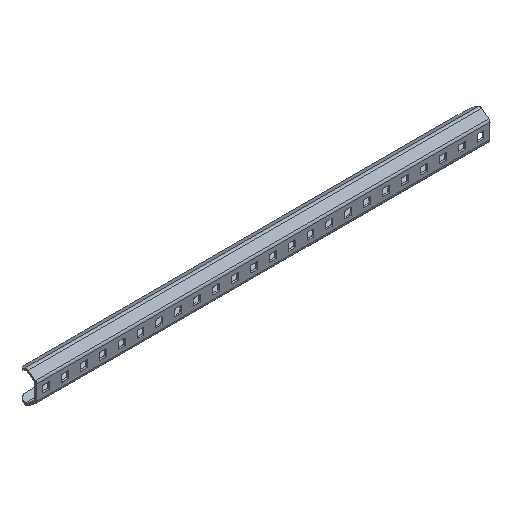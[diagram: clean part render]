
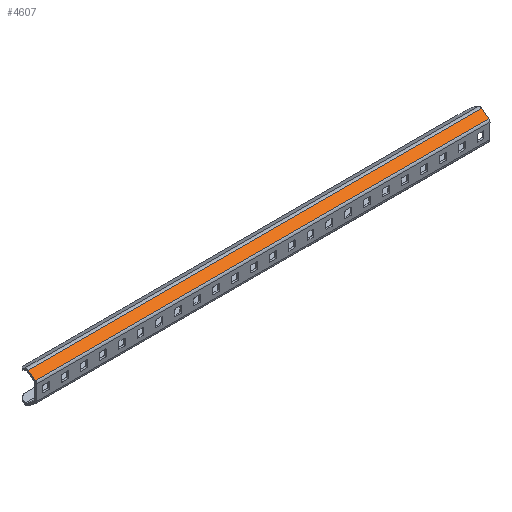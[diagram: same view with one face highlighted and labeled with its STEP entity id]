
A CAD part, isometric view. The second image highlights one B-rep face of the part: STEP entity #4607.
In plain terms, the highlighted planar face has unit normal (0, -0.602, 0.799).
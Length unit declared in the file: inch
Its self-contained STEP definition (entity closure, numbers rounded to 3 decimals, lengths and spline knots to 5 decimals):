
#625=FACE_OUTER_BOUND('',#907,.T.);
#907=EDGE_LOOP('',(#4200,#4201,#4202,#4203));
#1349=LINE('',#7765,#1805);
#1354=LINE('',#7775,#1810);
#1355=LINE('',#7778,#1811);
#1356=LINE('',#7779,#1812);
#1805=VECTOR('',#6383,12.);
#1810=VECTOR('',#6392,0.24066);
#1811=VECTOR('',#6395,12.);
#1812=VECTOR('',#6396,0.24066);
#2245=VERTEX_POINT('',#7752);
#2246=VERTEX_POINT('',#7757);
#2250=VERTEX_POINT('',#7773);
#2251=VERTEX_POINT('',#7777);
#2897=EDGE_CURVE('',#2245,#2246,#1349,.T.);
#2902=EDGE_CURVE('',#2250,#2246,#1354,.T.);
#2903=EDGE_CURVE('',#2251,#2250,#1355,.T.);
#2904=EDGE_CURVE('',#2245,#2251,#1356,.T.);
#4200=ORIENTED_EDGE('',*,*,#2903,.T.);
#4201=ORIENTED_EDGE('',*,*,#2902,.T.);
#4202=ORIENTED_EDGE('',*,*,#2897,.F.);
#4203=ORIENTED_EDGE('',*,*,#2904,.T.);
#4375=PLANE('',#5065);
#4607=ADVANCED_FACE('',(#625),#4375,.F.);
#5065=AXIS2_PLACEMENT_3D('',#7776,#6393,#6394);
#6383=DIRECTION('',(-1.,0.,0.));
#6392=DIRECTION('',(0.,-0.799,-0.602));
#6393=DIRECTION('center_axis',(0.,0.602,-0.799));
#6394=DIRECTION('ref_axis',(-1.,0.,0.));
#6395=DIRECTION('',(-1.,0.,0.));
#6396=DIRECTION('',(0.,0.799,0.602));
#7752=CARTESIAN_POINT('',(9.00702,0.03106,1.08469));
#7757=CARTESIAN_POINT('',(-2.99298,0.03106,1.08469));
#7765=CARTESIAN_POINT('',(9.00702,0.03106,1.08469));
#7773=CARTESIAN_POINT('',(-2.99298,0.22326,1.22952));
#7775=CARTESIAN_POINT('',(-2.99298,0.22326,1.22952));
#7776=CARTESIAN_POINT('Origin',(-2.99298,0.23954,1.24179));
#7777=CARTESIAN_POINT('',(9.00702,0.22326,1.22952));
#7778=CARTESIAN_POINT('',(9.00702,0.22326,1.22952));
#7779=CARTESIAN_POINT('',(9.00702,0.03106,1.08469));
